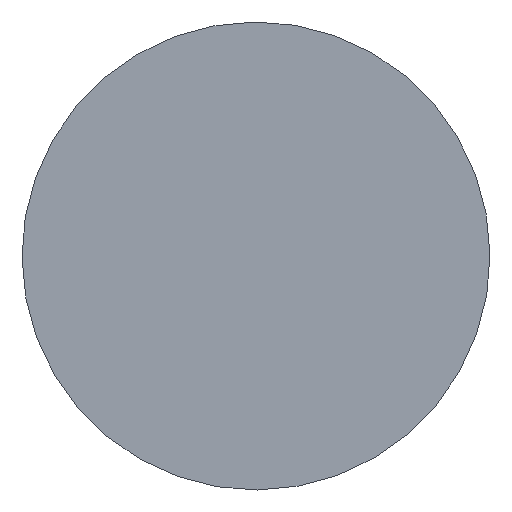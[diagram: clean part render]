
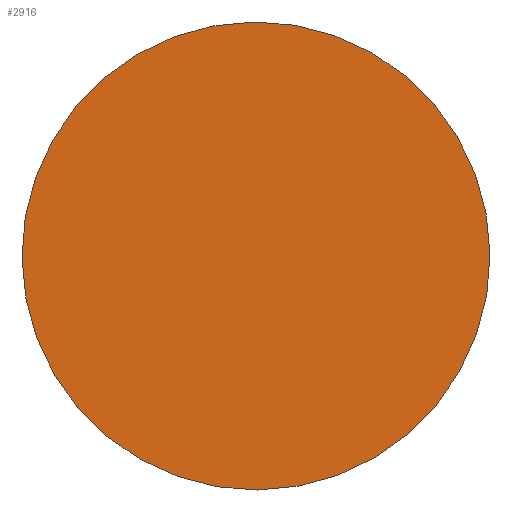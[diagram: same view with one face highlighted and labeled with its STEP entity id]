
A CAD part, front view. The second image highlights one B-rep face of the part: STEP entity #2916.
In plain terms, the highlighted face is planar.
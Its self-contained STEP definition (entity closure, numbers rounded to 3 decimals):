
#8 = EDGE_CURVE ( 'NONE', #2053, #1657, #2837, .T. ) ;
#128 = PLANE ( 'NONE',  #399 ) ;
#394 = DIRECTION ( 'NONE',  ( 1., 0., 0. ) ) ;
#399 = AXIS2_PLACEMENT_3D ( 'NONE', #2806, #394, #2348 ) ;
#449 = EDGE_LOOP ( 'NONE', ( #463, #1623 ) ) ;
#463 = ORIENTED_EDGE ( 'NONE', *, *, #1351, .F. ) ;
#980 = DIRECTION ( 'NONE',  ( 0., 0., -1. ) ) ;
#1340 = CARTESIAN_POINT ( 'NONE',  ( 0., 0., 0. ) ) ;
#1351 = EDGE_CURVE ( 'NONE', #1657, #2053, #1475, .T. ) ;
#1475 = CIRCLE ( 'NONE', #2922, 68.5 ) ;
#1586 = DIRECTION ( 'NONE',  ( 0., 0., -1. ) ) ;
#1595 = AXIS2_PLACEMENT_3D ( 'NONE', #1738, #1726, #980 ) ;
#1623 = ORIENTED_EDGE ( 'NONE', *, *, #8, .F. ) ;
#1657 = VERTEX_POINT ( 'NONE', #1760 ) ;
#1726 = DIRECTION ( 'NONE',  ( 1., 0., 0. ) ) ;
#1738 = CARTESIAN_POINT ( 'NONE',  ( 0., 0., 0. ) ) ;
#1760 = CARTESIAN_POINT ( 'NONE',  ( 0., 0., 68.5 ) ) ;
#1803 = DIRECTION ( 'NONE',  ( 1., 0., 0. ) ) ;
#2053 = VERTEX_POINT ( 'NONE', #2712 ) ;
#2348 = DIRECTION ( 'NONE',  ( 0., 0., -1. ) ) ;
#2712 = CARTESIAN_POINT ( 'NONE',  ( 0., 0., -68.5 ) ) ;
#2787 = FACE_OUTER_BOUND ( 'NONE', #449, .T. ) ;
#2806 = CARTESIAN_POINT ( 'NONE',  ( 0., 0., 0. ) ) ;
#2837 = CIRCLE ( 'NONE', #1595, 68.5 ) ;
#2916 = ADVANCED_FACE ( 'NONE', ( #2787 ), #128, .F. ) ;
#2922 = AXIS2_PLACEMENT_3D ( 'NONE', #1340, #1803, #1586 ) ;
